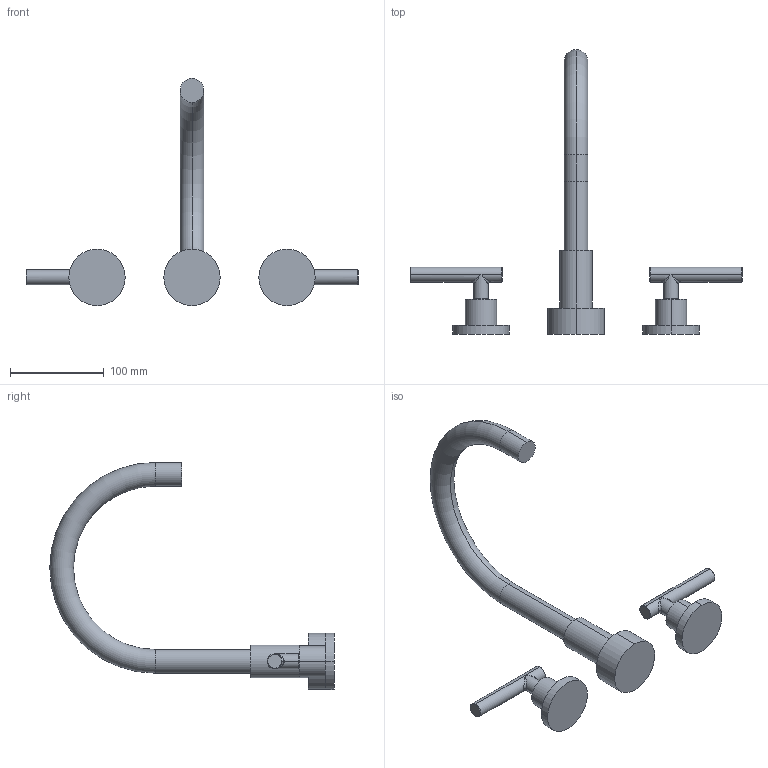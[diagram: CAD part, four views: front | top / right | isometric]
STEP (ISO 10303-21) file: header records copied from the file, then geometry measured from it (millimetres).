
FILE_DESCRIPTION((''),'2;1');
FILE_NAME('3-996L','2021-03-16T11:30:13',('jinson.thomas'),(''),'CREO PARAMETRIC BY PTC INC, 2018400','CREO PARAMETRIC BY PTC INC, 2018400','');
FILE_SCHEMA(('CONFIG_CONTROL_DESIGN'));
Length unit declared in the file: inch
Products named in the file (1): 3-996L
Bounding box: 355.04 x 304.23 x 242.89 mm (x, y, z)
Volume: 514512.4 mm3; surface area: 86360.2 mm2
Topology: 3 solids, 3 shells, 64 faces, 122 edges, 72 vertices
Faces by surface type: cylinder 30, plane 16, bspline 8, cone 8, torus 2
Entity records: 2502 total; most frequent: CARTESIAN_POINT 1180, DIRECTION 284, ORIENTED_EDGE 244, AXIS2_PLACEMENT_3D 122, EDGE_CURVE 122, VERTEX_POINT 72, EDGE_LOOP 72, CIRCLE 66
